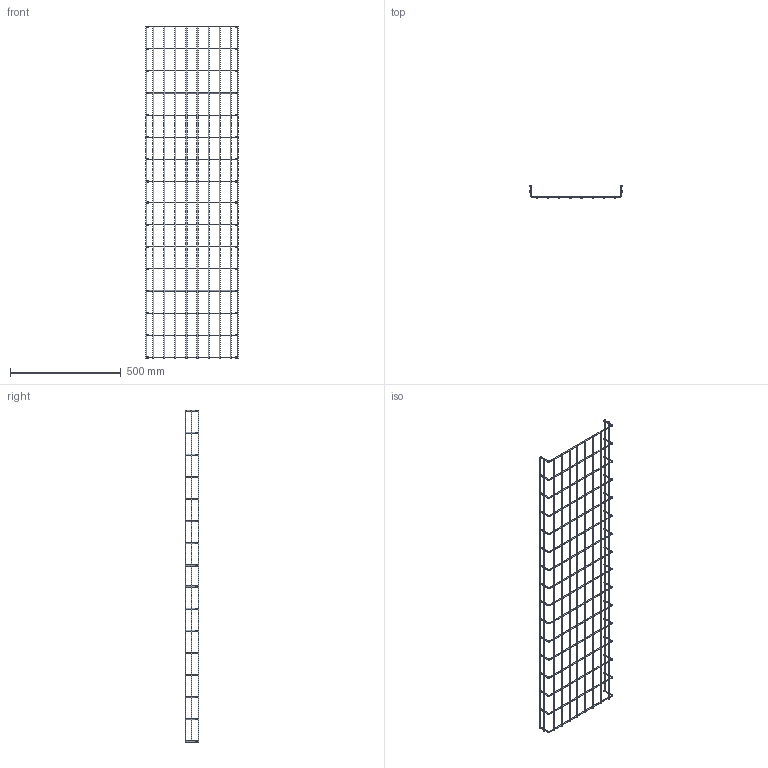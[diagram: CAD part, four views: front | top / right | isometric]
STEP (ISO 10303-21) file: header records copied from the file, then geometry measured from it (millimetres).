
FILE_DESCRIPTION (( 'STEP AP214' ), '1' );
FILE_NAME ('00406767_3D.STEP', '2022-02-09T16:04:01', ( '' ), ( '' ), 'SwSTEP 2.0', 'SolidWorks 2021', '' );
FILE_SCHEMA (( 'AUTOMOTIVE_DESIGN' ));
Length unit declared in the file: millimetre
Products named in the file (3): 00406767_3D; Cross piece^00406767; Length^00406767
Assembly tree (28 placements, depth 2):
  00406767_3D
    Cross piece^00406767  x16
    Length^00406767  x12
Bounding box: 420 x 59.98 x 1500 mm (x, y, z)
Volume: 511731.6 mm3; surface area: 410524 mm2
Topology: 28 solids, 28 shells, 240 faces, 488 edges, 304 vertices
Faces by surface type: cylinder 120, torus 64, plane 56
Entity records: 742 total; most frequent: DIRECTION 142, CARTESIAN_POINT 111, AXIS2_PLACEMENT_3D 67, ORIENTED_EDGE 64, EDGE_CURVE 32, PRODUCT_DEFINITION_SHAPE 31, ITEM_DEFINED_TRANSFORMATION 28, CONTEXT_DEPENDENT_SHAPE_REPRESENTATION 28
